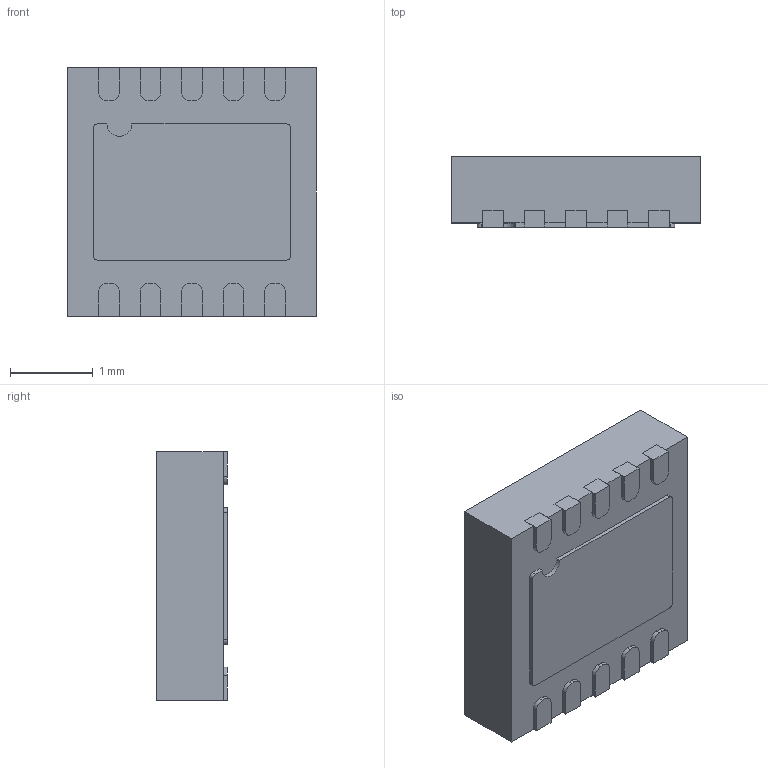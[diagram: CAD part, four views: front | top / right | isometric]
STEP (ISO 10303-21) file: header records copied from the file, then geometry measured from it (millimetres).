
FILE_DESCRIPTION (( 'STEP AP214' ), '1' );
FILE_NAME ('ADP7156ACPZ-3.3-R7.STEP', '2020-01-14T01:09:14', ( '' ), ( '' ), 'SwSTEP 2.0', 'SolidWorks 2017', '' );
FILE_SCHEMA (( 'AUTOMOTIVE_DESIGN' ));
Length unit declared in the file: millimetre
Products named in the file (1): ADP7156ACPZ-3.3-R7
Bounding box: 3 x 0.85 x 3 mm (x, y, z)
Volume: 7.4 mm3; surface area: 44 mm2
Topology: 13 solids, 13 shells, 177 faces, 447 edges, 298 vertices
Faces by surface type: plane 122, cylinder 55
Entity records: 5453 total; most frequent: CARTESIAN_POINT 923, DIRECTION 913, ORIENTED_EDGE 894, EDGE_CURVE 447, LINE 337, VECTOR 337, VERTEX_POINT 298, AXIS2_PLACEMENT_3D 288
